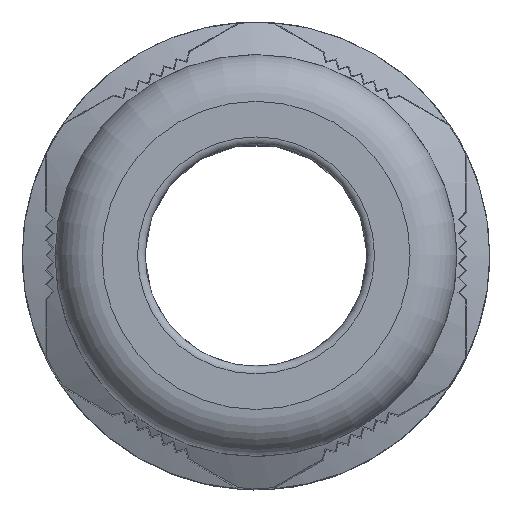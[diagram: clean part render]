
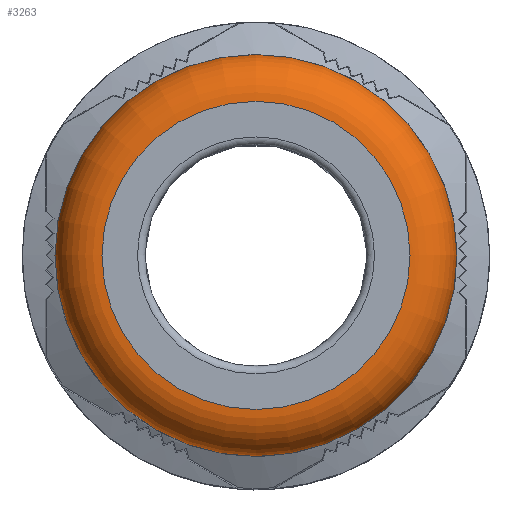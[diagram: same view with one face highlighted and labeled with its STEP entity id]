
A CAD part, top view. The second image highlights one B-rep face of the part: STEP entity #3263.
In plain terms, the highlighted toroidal (fillet/blend) face has major radius 9.882 mm and minor radius 3 mm.
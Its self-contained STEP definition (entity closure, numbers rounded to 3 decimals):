
#145=TOROIDAL_SURFACE('',#12067,9.882,3.);
#2646=FACE_BOUND('',#4679,.T.);
#2647=FACE_BOUND('',#4680,.T.);
#3263=ADVANCED_FACE('',(#2646,#2647),#145,.T.);
#4679=EDGE_LOOP('',(#7971));
#4680=EDGE_LOOP('',(#7972));
#4820=CIRCLE('',#11949,12.882);
#4822=CIRCLE('',#11952,9.882);
#7971=ORIENTED_EDGE('',*,*,#10465,.F.);
#7972=ORIENTED_EDGE('',*,*,#10467,.F.);
#8967=VERTEX_POINT('',#23043);
#8969=VERTEX_POINT('',#23048);
#10465=EDGE_CURVE('',#8967,#8967,#4820,.T.);
#10467=EDGE_CURVE('',#8969,#8969,#4822,.T.);
#11949=AXIS2_PLACEMENT_3D('',#23042,#14393,#14394);
#11952=AXIS2_PLACEMENT_3D('',#23047,#14399,#14400);
#12067=AXIS2_PLACEMENT_3D('',#23980,#14707,#14708);
#14393=DIRECTION('',(0.,0.,-1.));
#14394=DIRECTION('',(-1.,0.,0.));
#14399=DIRECTION('',(0.,0.,1.));
#14400=DIRECTION('',(1.,0.,0.));
#14707=DIRECTION('',(0.,0.,1.));
#14708=DIRECTION('',(1.,0.,0.));
#23042=CARTESIAN_POINT('',(57.,0.,27.552));
#23043=CARTESIAN_POINT('',(44.118,0.,27.552));
#23047=CARTESIAN_POINT('',(57.,0.,30.5));
#23048=CARTESIAN_POINT('',(66.882,0.,30.5));
#23980=CARTESIAN_POINT('',(57.,0.,27.5));
